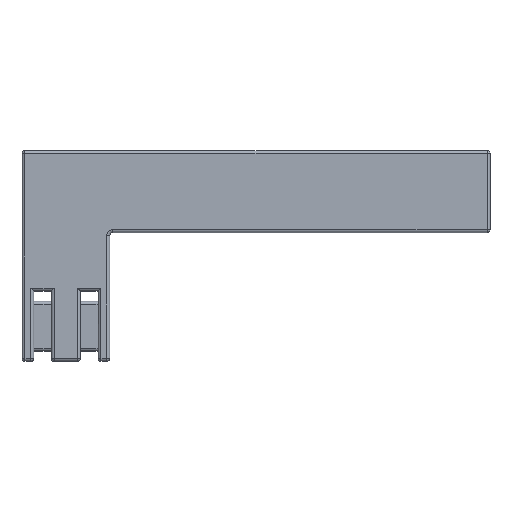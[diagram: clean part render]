
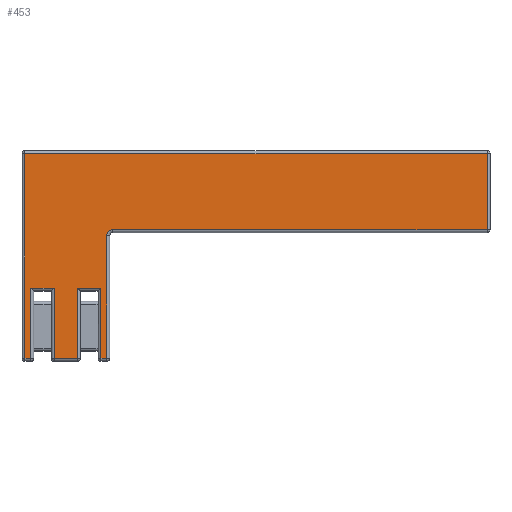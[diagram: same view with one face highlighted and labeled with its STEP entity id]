
A CAD part, left-side view. The second image highlights one B-rep face of the part: STEP entity #453.
In plain terms, the highlighted planar face has unit normal (-1, 0, 0).
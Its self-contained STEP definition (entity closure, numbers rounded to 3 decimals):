
#22 = CARTESIAN_POINT ( 'NONE',  ( -7., 74.5, -1.5 ) ) ;
#50 = VECTOR ( 'NONE', #2713, 1000. ) ;
#61 = CARTESIAN_POINT ( 'NONE',  ( -7., 66.5, 10.5 ) ) ;
#63 = EDGE_CURVE ( 'NONE', #2763, #2023, #2438, .T. ) ;
#76 = LINE ( 'NONE', #2432, #1161 ) ;
#98 = DIRECTION ( 'NONE',  ( 0., 0., -1. ) ) ;
#126 = VECTOR ( 'NONE', #2307, 1000. ) ;
#154 = VERTEX_POINT ( 'NONE', #1498 ) ;
#200 = DIRECTION ( 'NONE',  ( 0., -1., 0. ) ) ;
#245 = CARTESIAN_POINT ( 'NONE',  ( -7., 64.5, 19.5 ) ) ;
#333 = VERTEX_POINT ( 'NONE', #3812 ) ;
#335 = DIRECTION ( 'NONE',  ( 0., 0., -1. ) ) ;
#339 = VECTOR ( 'NONE', #98, 1000. ) ;
#370 = VERTEX_POINT ( 'NONE', #2344 ) ;
#380 = ORIENTED_EDGE ( 'NONE', *, *, #729, .T. ) ;
#383 = DIRECTION ( 'NONE',  ( 1., 0., 0. ) ) ;
#384 = CARTESIAN_POINT ( 'NONE',  ( -7., 74.5, 34. ) ) ;
#394 = EDGE_CURVE ( 'NONE', #1325, #154, #2385, .T. ) ;
#453 = ADVANCED_FACE ( 'NONE', ( #1579 ), #3330, .F. ) ;
#459 = LINE ( 'NONE', #3780, #1964 ) ;
#526 = ORIENTED_EDGE ( 'NONE', *, *, #1608, .T. ) ;
#557 = VECTOR ( 'NONE', #823, 1000. ) ;
#568 = EDGE_CURVE ( 'NONE', #780, #2763, #76, .T. ) ;
#596 = VECTOR ( 'NONE', #2402, 1000. ) ;
#673 = LINE ( 'NONE', #384, #339 ) ;
#729 = EDGE_CURVE ( 'NONE', #2023, #1325, #1506, .T. ) ;
#780 = VERTEX_POINT ( 'NONE', #22 ) ;
#802 = DIRECTION ( 'NONE',  ( 0., -1., 0. ) ) ;
#823 = DIRECTION ( 'NONE',  ( 0., -1., 0. ) ) ;
#834 = CARTESIAN_POINT ( 'NONE',  ( -7., 70.5, 10.5 ) ) ;
#877 = EDGE_CURVE ( 'NONE', #154, #3068, #1215, .T. ) ;
#888 = CARTESIAN_POINT ( 'NONE',  ( -7., 0.5, 20.5 ) ) ;
#924 = DIRECTION ( 'NONE',  ( 0., 0., -1. ) ) ;
#947 = CARTESIAN_POINT ( 'NONE',  ( -7., 70.5, 34. ) ) ;
#1014 = CARTESIAN_POINT ( 'NONE',  ( -7., 70.5, -1.5 ) ) ;
#1051 = CARTESIAN_POINT ( 'NONE',  ( -7., 78.5, 10.5 ) ) ;
#1101 = LINE ( 'NONE', #2918, #2413 ) ;
#1161 = VECTOR ( 'NONE', #2473, 1000. ) ;
#1168 = CARTESIAN_POINT ( 'NONE',  ( -7., 65., -1.5 ) ) ;
#1193 = EDGE_CURVE ( 'NONE', #333, #3660, #2928, .T. ) ;
#1212 = VECTOR ( 'NONE', #3853, 1000. ) ;
#1215 = LINE ( 'NONE', #1168, #2212 ) ;
#1290 = EDGE_CURVE ( 'NONE', #1450, #3541, #1897, .T. ) ;
#1291 = ORIENTED_EDGE ( 'NONE', *, *, #1193, .T. ) ;
#1325 = VERTEX_POINT ( 'NONE', #61 ) ;
#1355 = ORIENTED_EDGE ( 'NONE', *, *, #1539, .F. ) ;
#1374 = EDGE_LOOP ( 'NONE', ( #1355, #1291, #2101, #1902, #1399, #526, #2956, #3786, #2080, #1787, #1626, #380, #1716, #2573, #1709 ) ) ;
#1399 = ORIENTED_EDGE ( 'NONE', *, *, #2060, .T. ) ;
#1450 = VERTEX_POINT ( 'NONE', #3118 ) ;
#1475 = VERTEX_POINT ( 'NONE', #1657 ) ;
#1493 = LINE ( 'NONE', #2724, #1212 ) ;
#1498 = CARTESIAN_POINT ( 'NONE',  ( -7., 66.5, -1.5 ) ) ;
#1506 = LINE ( 'NONE', #3531, #50 ) ;
#1539 = EDGE_CURVE ( 'NONE', #333, #370, #2323, .T. ) ;
#1579 = FACE_OUTER_BOUND ( 'NONE', #1374, .T. ) ;
#1608 = EDGE_CURVE ( 'NONE', #1475, #3038, #2919, .T. ) ;
#1626 = ORIENTED_EDGE ( 'NONE', *, *, #63, .T. ) ;
#1657 = CARTESIAN_POINT ( 'NONE',  ( -7., 79.5, -1.5 ) ) ;
#1709 = ORIENTED_EDGE ( 'NONE', *, *, #1945, .T. ) ;
#1716 = ORIENTED_EDGE ( 'NONE', *, *, #394, .T. ) ;
#1752 = CARTESIAN_POINT ( 'NONE',  ( -7., 65., -1.5 ) ) ;
#1787 = ORIENTED_EDGE ( 'NONE', *, *, #568, .T. ) ;
#1841 = DIRECTION ( 'NONE',  ( 0., 1., 0. ) ) ;
#1865 = AXIS2_PLACEMENT_3D ( 'NONE', #3661, #383, #924 ) ;
#1897 = LINE ( 'NONE', #2516, #3396 ) ;
#1902 = ORIENTED_EDGE ( 'NONE', *, *, #1290, .T. ) ;
#1945 = EDGE_CURVE ( 'NONE', #3068, #370, #2600, .T. ) ;
#1964 = VECTOR ( 'NONE', #802, 1000. ) ;
#2023 = VERTEX_POINT ( 'NONE', #834 ) ;
#2060 = EDGE_CURVE ( 'NONE', #3541, #1475, #2467, .T. ) ;
#2080 = ORIENTED_EDGE ( 'NONE', *, *, #3503, .T. ) ;
#2101 = ORIENTED_EDGE ( 'NONE', *, *, #3343, .T. ) ;
#2106 = VECTOR ( 'NONE', #335, 1000. ) ;
#2184 = CARTESIAN_POINT ( 'NONE',  ( -7., 74.5, 10.5 ) ) ;
#2186 = CARTESIAN_POINT ( 'NONE',  ( -7., 79.5, 34. ) ) ;
#2212 = VECTOR ( 'NONE', #2448, 1000. ) ;
#2218 = CARTESIAN_POINT ( 'NONE',  ( -7., 65.5, -1.5 ) ) ;
#2307 = DIRECTION ( 'NONE',  ( 0., 0., -1. ) ) ;
#2323 = CIRCLE ( 'NONE', #2462, 1. ) ;
#2344 = CARTESIAN_POINT ( 'NONE',  ( -7., 65.5, 19.5 ) ) ;
#2385 = LINE ( 'NONE', #3269, #126 ) ;
#2402 = DIRECTION ( 'NONE',  ( 0., 0., 1. ) ) ;
#2413 = VECTOR ( 'NONE', #3211, 1000. ) ;
#2432 = CARTESIAN_POINT ( 'NONE',  ( -7., 65., -1.5 ) ) ;
#2438 = LINE ( 'NONE', #947, #3217 ) ;
#2448 = DIRECTION ( 'NONE',  ( 0., -1., 0. ) ) ;
#2462 = AXIS2_PLACEMENT_3D ( 'NONE', #245, #2659, #2994 ) ;
#2467 = LINE ( 'NONE', #2186, #2106 ) ;
#2473 = DIRECTION ( 'NONE',  ( 0., -1., 0. ) ) ;
#2500 = VERTEX_POINT ( 'NONE', #2184 ) ;
#2516 = CARTESIAN_POINT ( 'NONE',  ( -7., 65., 33.5 ) ) ;
#2573 = ORIENTED_EDGE ( 'NONE', *, *, #877, .T. ) ;
#2600 = LINE ( 'NONE', #3791, #596 ) ;
#2659 = DIRECTION ( 'NONE',  ( -1., 0., 0. ) ) ;
#2710 = VERTEX_POINT ( 'NONE', #1051 ) ;
#2713 = DIRECTION ( 'NONE',  ( 0., -1., 0. ) ) ;
#2724 = CARTESIAN_POINT ( 'NONE',  ( -7., 0.5, 34. ) ) ;
#2763 = VERTEX_POINT ( 'NONE', #1014 ) ;
#2769 = VECTOR ( 'NONE', #200, 1000. ) ;
#2860 = CARTESIAN_POINT ( 'NONE',  ( -7., 78.5, -1.5 ) ) ;
#2889 = CARTESIAN_POINT ( 'NONE',  ( -7., 65., 20.5 ) ) ;
#2918 = CARTESIAN_POINT ( 'NONE',  ( -7., 78.5, 34. ) ) ;
#2919 = LINE ( 'NONE', #1752, #557 ) ;
#2928 = LINE ( 'NONE', #2889, #2769 ) ;
#2956 = ORIENTED_EDGE ( 'NONE', *, *, #3168, .T. ) ;
#2994 = DIRECTION ( 'NONE',  ( 0., 0., -1. ) ) ;
#3038 = VERTEX_POINT ( 'NONE', #2860 ) ;
#3068 = VERTEX_POINT ( 'NONE', #2218 ) ;
#3118 = CARTESIAN_POINT ( 'NONE',  ( -7., 0.5, 33.5 ) ) ;
#3130 = EDGE_CURVE ( 'NONE', #2710, #2500, #459, .T. ) ;
#3168 = EDGE_CURVE ( 'NONE', #3038, #2710, #1101, .T. ) ;
#3211 = DIRECTION ( 'NONE',  ( 0., 0., 1. ) ) ;
#3217 = VECTOR ( 'NONE', #3392, 1000. ) ;
#3269 = CARTESIAN_POINT ( 'NONE',  ( -7., 66.5, 34. ) ) ;
#3330 = PLANE ( 'NONE',  #1865 ) ;
#3343 = EDGE_CURVE ( 'NONE', #3660, #1450, #1493, .T. ) ;
#3392 = DIRECTION ( 'NONE',  ( 0., 0., 1. ) ) ;
#3396 = VECTOR ( 'NONE', #1841, 1000. ) ;
#3461 = CARTESIAN_POINT ( 'NONE',  ( -7., 79.5, 33.5 ) ) ;
#3503 = EDGE_CURVE ( 'NONE', #2500, #780, #673, .T. ) ;
#3531 = CARTESIAN_POINT ( 'NONE',  ( -7., 65., 10.5 ) ) ;
#3541 = VERTEX_POINT ( 'NONE', #3461 ) ;
#3660 = VERTEX_POINT ( 'NONE', #888 ) ;
#3661 = CARTESIAN_POINT ( 'NONE',  ( -7., 65., 34. ) ) ;
#3780 = CARTESIAN_POINT ( 'NONE',  ( -7., 65., 10.5 ) ) ;
#3786 = ORIENTED_EDGE ( 'NONE', *, *, #3130, .T. ) ;
#3791 = CARTESIAN_POINT ( 'NONE',  ( -7., 65.5, 20. ) ) ;
#3812 = CARTESIAN_POINT ( 'NONE',  ( -7., 64.5, 20.5 ) ) ;
#3853 = DIRECTION ( 'NONE',  ( 0., 0., 1. ) ) ;
